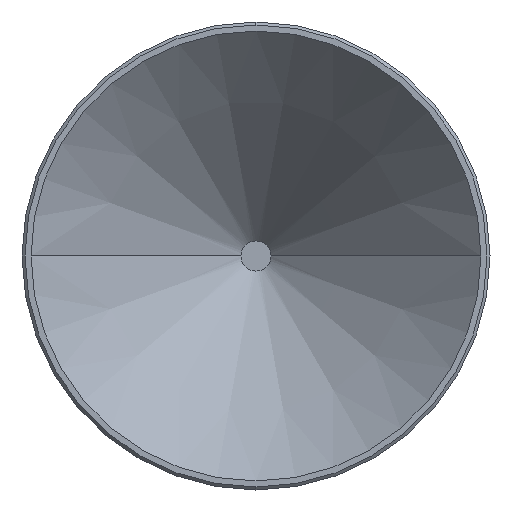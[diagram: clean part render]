
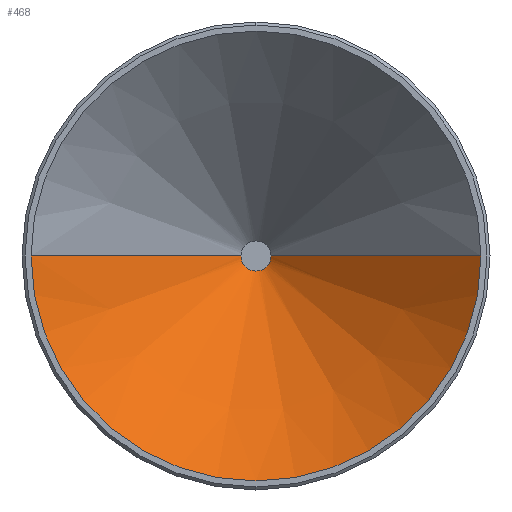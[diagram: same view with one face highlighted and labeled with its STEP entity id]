
A CAD part, left-side view. The second image highlights one B-rep face of the part: STEP entity #468.
In plain terms, the highlighted conical face has half-angle 45 degrees and reference radius 0.127 mm.
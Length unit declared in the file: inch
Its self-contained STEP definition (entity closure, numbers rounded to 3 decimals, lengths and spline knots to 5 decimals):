
#79 = DIRECTION ( 'NONE',  ( 1., 0., 0. ) ) ;
#106 = CONICAL_SURFACE ( 'NONE', #778, 0.005, 0.785 ) ;
#129 = ORIENTED_EDGE ( 'NONE', *, *, #324, .T. ) ;
#190 = CARTESIAN_POINT ( 'NONE',  ( -0.2805, 0., 0. ) ) ;
#232 = CARTESIAN_POINT ( 'NONE',  ( -0.35, 0., 0. ) ) ;
#233 = EDGE_CURVE ( 'NONE', #396, #706, #586, .T. ) ;
#234 = EDGE_LOOP ( 'NONE', ( #129, #885, #448, #1136 ) ) ;
#244 = DIRECTION ( 'NONE',  ( 0., 1., 0. ) ) ;
#258 = DIRECTION ( 'NONE',  ( 0., 1., 0. ) ) ;
#295 = AXIS2_PLACEMENT_3D ( 'NONE', #232, #596, #244 ) ;
#324 = EDGE_CURVE ( 'NONE', #681, #396, #1033, .T. ) ;
#339 = VECTOR ( 'NONE', #767, 39.37008 ) ;
#384 = CARTESIAN_POINT ( 'NONE',  ( -0.2805, -0.005, 0. ) ) ;
#396 = VERTEX_POINT ( 'NONE', #1179 ) ;
#448 = ORIENTED_EDGE ( 'NONE', *, *, #996, .F. ) ;
#450 = DIRECTION ( 'NONE',  ( -1., 0., 0. ) ) ;
#462 = CIRCLE ( 'NONE', #295, 0.0745 ) ;
#468 = ADVANCED_FACE ( 'NONE', ( #995 ), #106, .F. ) ;
#483 = CARTESIAN_POINT ( 'NONE',  ( -0.35, 0.0745, 0. ) ) ;
#523 = EDGE_CURVE ( 'NONE', #681, #574, #629, .T. ) ;
#574 = VERTEX_POINT ( 'NONE', #639 ) ;
#586 = LINE ( 'NONE', #771, #339 ) ;
#596 = DIRECTION ( 'NONE',  ( 1., 0., 0. ) ) ;
#613 = VECTOR ( 'NONE', #826, 39.37008 ) ;
#629 = LINE ( 'NONE', #988, #613 ) ;
#639 = CARTESIAN_POINT ( 'NONE',  ( -0.35, -0.0745, 0. ) ) ;
#681 = VERTEX_POINT ( 'NONE', #384 ) ;
#706 = VERTEX_POINT ( 'NONE', #483 ) ;
#767 = DIRECTION ( 'NONE',  ( -0.707, 0.707, 0. ) ) ;
#771 = CARTESIAN_POINT ( 'NONE',  ( -0.2805, 0.005, 0. ) ) ;
#778 = AXIS2_PLACEMENT_3D ( 'NONE', #190, #450, #1099 ) ;
#826 = DIRECTION ( 'NONE',  ( -0.707, -0.707, 0. ) ) ;
#854 = AXIS2_PLACEMENT_3D ( 'NONE', #1143, #79, #258 ) ;
#885 = ORIENTED_EDGE ( 'NONE', *, *, #233, .T. ) ;
#988 = CARTESIAN_POINT ( 'NONE',  ( -0.2805, -0.005, 0. ) ) ;
#995 = FACE_OUTER_BOUND ( 'NONE', #234, .T. ) ;
#996 = EDGE_CURVE ( 'NONE', #574, #706, #462, .T. ) ;
#1033 = CIRCLE ( 'NONE', #854, 0.005 ) ;
#1099 = DIRECTION ( 'NONE',  ( 0., -1., 0. ) ) ;
#1136 = ORIENTED_EDGE ( 'NONE', *, *, #523, .F. ) ;
#1143 = CARTESIAN_POINT ( 'NONE',  ( -0.2805, 0., 0. ) ) ;
#1179 = CARTESIAN_POINT ( 'NONE',  ( -0.2805, 0.005, 0. ) ) ;
